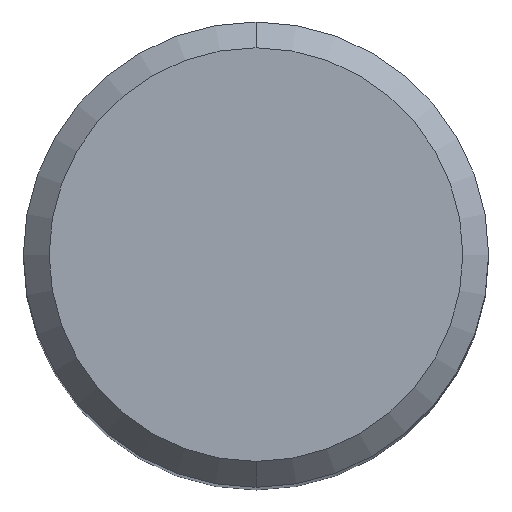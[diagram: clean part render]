
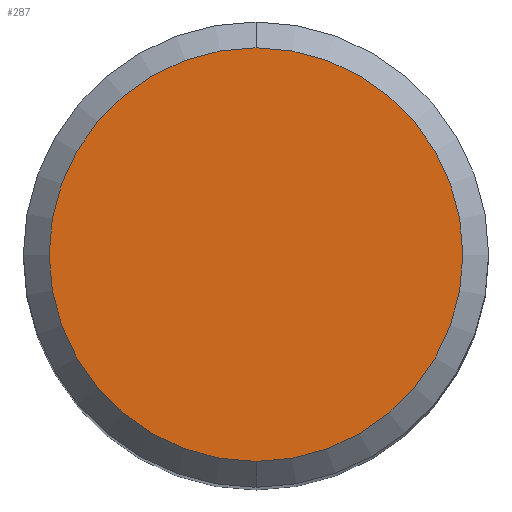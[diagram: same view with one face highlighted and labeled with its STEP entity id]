
A CAD part, top view. The second image highlights one B-rep face of the part: STEP entity #287.
In plain terms, the highlighted planar face has unit normal (0, 0, 1).
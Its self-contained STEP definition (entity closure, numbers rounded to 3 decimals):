
#283=VERTEX_POINT('',#684);
#287=ADVANCED_FACE('',(#688),#689,.T.);
#417=EDGE_CURVE('',#283,#465,#831,.T.);
#465=VERTEX_POINT('',#885);
#563=EDGE_CURVE('',#465,#283,#990,.T.);
#684=CARTESIAN_POINT('',(0.0,4.0,0.0));
#688=FACE_OUTER_BOUND('',#1203,.T.);
#689=PLANE('',#1204);
#831=CIRCLE('',#1485,4.0);
#885=CARTESIAN_POINT('',(0.,-4.0,0.0));
#990=CIRCLE('',#1760,4.0);
#1203=EDGE_LOOP('',(#1917,#1918));
#1204=AXIS2_PLACEMENT_3D('',#1919,#1920,#1921);
#1485=AXIS2_PLACEMENT_3D('',#2074,#2075,#2076);
#1760=AXIS2_PLACEMENT_3D('',#2241,#2242,#2243);
#1917=ORIENTED_EDGE('',*,*,#417,.F.);
#1918=ORIENTED_EDGE('',*,*,#563,.F.);
#1919=CARTESIAN_POINT('',(0.0,2.0,0.0));
#1920=DIRECTION('',(-0.0,0.0,1.0));
#1921=DIRECTION('',(0.0,-1.0,0.0));
#2074=CARTESIAN_POINT('',(0.0,0.0,0.0));
#2075=DIRECTION('',(0.0,0.0,-1.0));
#2076=DIRECTION('',(0.0,1.0,0.0));
#2241=CARTESIAN_POINT('',(0.0,0.0,0.0));
#2242=DIRECTION('',(0.0,0.0,-1.0));
#2243=DIRECTION('',(0.0,1.0,0.0));
